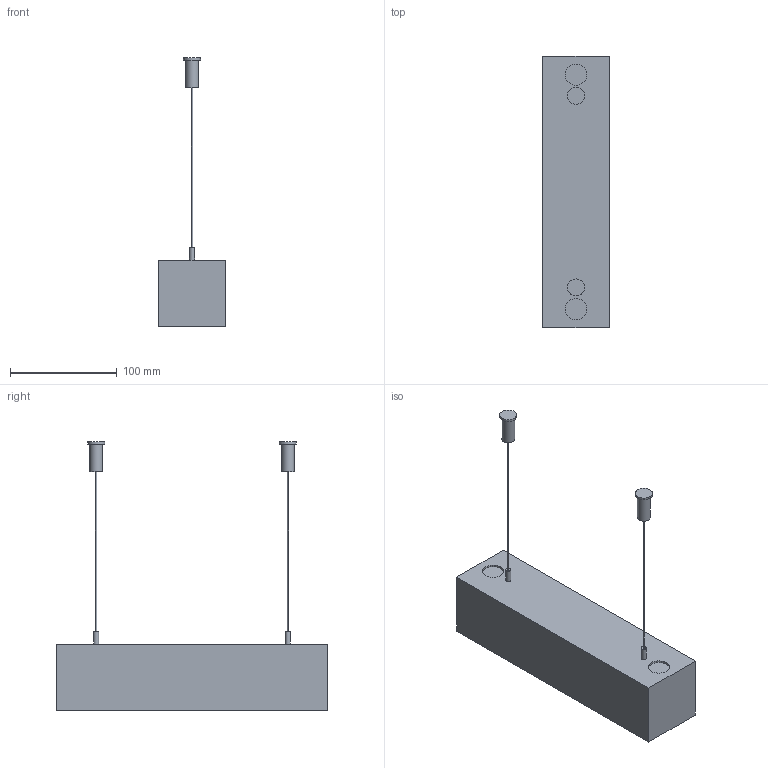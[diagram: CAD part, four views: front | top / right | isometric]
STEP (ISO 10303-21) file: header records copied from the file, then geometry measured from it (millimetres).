
FILE_DESCRIPTION(/* description */ ('Unknown'),/* implementation_level */ '2;1');
FILE_NAME(/* name */ 'SNP 1012 S',/* time_stamp */ '2020-06-10T11:16:52+02:00',/* author */ ('Unknown'),/* organization */ ('Unknown'),/* preprocessor_version */ 'ST-DEVELOPER v16.7',/* originating_system */ 'Solid Edge',/* authorisation */ 'Unknown');
FILE_SCHEMA (('AUTOMOTIVE_DESIGN {1 0 10303 214 3 1 1}'));
Length unit declared in the file: millimetre
Products named in the file (1): SNP 1012 S
Bounding box: 62 x 255 x 251.8 mm (x, y, z)
Volume: 963914 mm3; surface area: 80809.5 mm2
Topology: 1 solids, 1 shells, 31 faces, 55 edges, 37 vertices
Faces by surface type: plane 21, cylinder 10
Full cylindrical faces by diameter (mm): 1.2 x2, 4.8 x2, 12 x2, 16 x2, 20 x2
Entity records: 728 total; most frequent: DIRECTION 128, CARTESIAN_POINT 112, ORIENTED_EDGE 88, EDGE_LOOP 52, FACE_BOUND 52, AXIS2_PLACEMENT_3D 52, EDGE_CURVE 44, VERTEX_POINT 36
